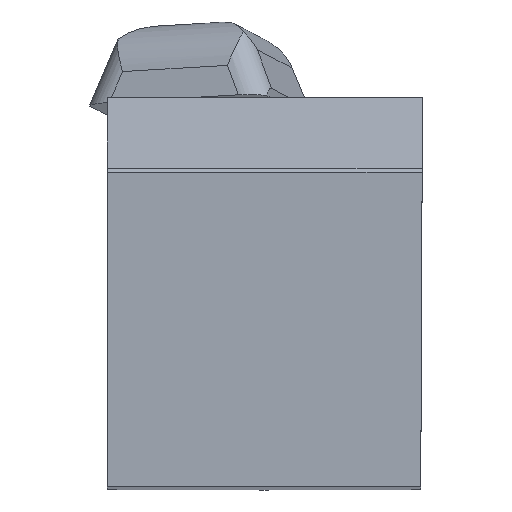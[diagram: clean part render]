
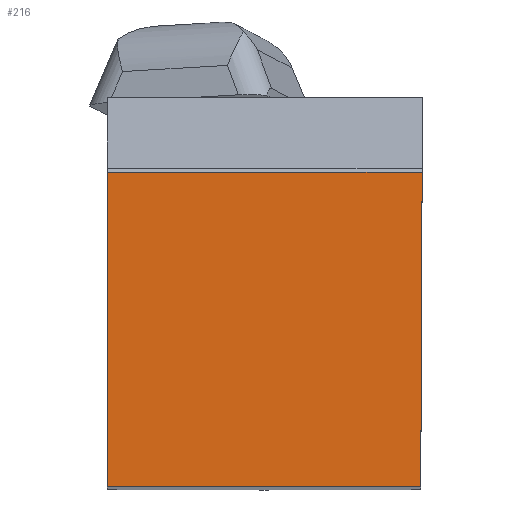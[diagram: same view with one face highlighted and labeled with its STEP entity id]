
A CAD part, top view. The second image highlights one B-rep face of the part: STEP entity #216.
In plain terms, the highlighted planar face has unit normal (0, 0, 1).
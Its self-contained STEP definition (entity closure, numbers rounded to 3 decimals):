
#148=FACE_OUTER_BOUND('',#637,.T.);
#216=ADVANCED_FACE('BLANK_BOXF006',(#148),#278,.F.);
#278=PLANE('',#1516);
#350=LINE('',#2134,#494);
#385=LINE('',#2220,#529);
#386=LINE('',#2222,#530);
#387=LINE('',#2224,#531);
#494=VECTOR('',#1683,1.);
#529=VECTOR('',#1756,1.);
#530=VECTOR('',#1757,1.);
#531=VECTOR('',#1758,1.);
#637=EDGE_LOOP('',(#819,#820,#821,#822));
#819=ORIENTED_EDGE('',*,*,#1237,.F.);
#820=ORIENTED_EDGE('',*,*,#1281,.F.);
#821=ORIENTED_EDGE('',*,*,#1282,.F.);
#822=ORIENTED_EDGE('',*,*,#1283,.F.);
#1102=VERTEX_POINT('',#2133);
#1103=VERTEX_POINT('',#2135);
#1135=VERTEX_POINT('',#2221);
#1136=VERTEX_POINT('',#2223);
#1237=EDGE_CURVE('',#1102,#1103,#350,.T.);
#1281=EDGE_CURVE('',#1135,#1102,#385,.T.);
#1282=EDGE_CURVE('',#1136,#1135,#386,.T.);
#1283=EDGE_CURVE('',#1103,#1136,#387,.T.);
#1516=AXIS2_PLACEMENT_3D('',#2225,#1759,#1760);
#1683=DIRECTION('',(0.,1.,0.));
#1756=DIRECTION('',(-1.,0.,0.));
#1757=DIRECTION('',(-0.004,-1.,0.));
#1758=DIRECTION('',(1.,0.,0.));
#1759=DIRECTION('',(0.,0.,-1.));
#1760=DIRECTION('',(-1.,0.,0.));
#2133=CARTESIAN_POINT('',(-25.273,0.,0.));
#2134=CARTESIAN_POINT('',(-25.273,-167.4,0.));
#2135=CARTESIAN_POINT('',(-25.273,25.273,0.));
#2220=CARTESIAN_POINT('',(167.4,0.,0.));
#2221=CARTESIAN_POINT('',(-0.11,0.,0.));
#2222=CARTESIAN_POINT('',(0.62,167.398,0.));
#2223=CARTESIAN_POINT('',(0.,25.273,0.));
#2224=CARTESIAN_POINT('',(-167.4,25.273,0.));
#2225=CARTESIAN_POINT('',(-30.273,-5.,0.));
